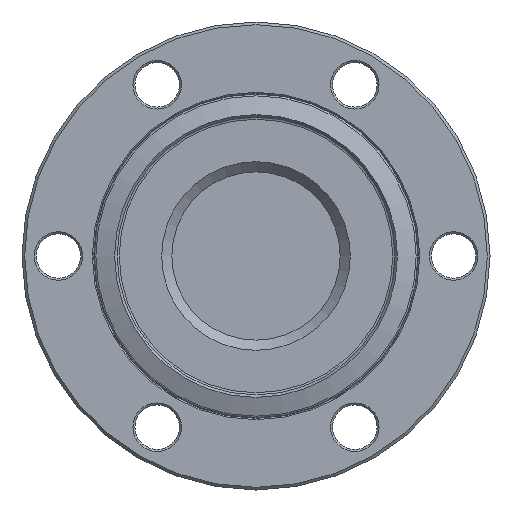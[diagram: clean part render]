
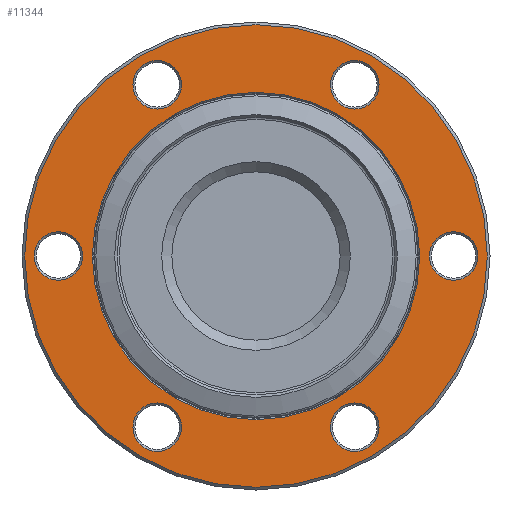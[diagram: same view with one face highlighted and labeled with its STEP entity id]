
A CAD part, front view. The second image highlights one B-rep face of the part: STEP entity #11344.
In plain terms, the highlighted planar face has unit normal (0, -1, 0).
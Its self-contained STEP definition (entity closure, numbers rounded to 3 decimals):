
#2085=FACE_BOUND($,#3172,.T.);
#2086=FACE_BOUND($,#3173,.T.);
#2087=FACE_BOUND($,#3174,.T.);
#2088=FACE_BOUND($,#3175,.T.);
#2089=FACE_BOUND($,#3176,.T.);
#2090=FACE_BOUND($,#3177,.T.);
#2091=FACE_BOUND($,#3178,.T.);
#2092=FACE_BOUND($,#3179,.T.);
#3172=EDGE_LOOP($,(#7204));
#3173=EDGE_LOOP($,(#7205));
#3174=EDGE_LOOP($,(#7206));
#3175=EDGE_LOOP($,(#7207));
#3176=EDGE_LOOP($,(#7208));
#3177=EDGE_LOOP($,(#7209));
#3178=EDGE_LOOP($,(#7210));
#3179=EDGE_LOOP($,(#7211));
#4010=CIRCLE($,#11998,24.3);
#4012=CIRCLE($,#12001,3.6);
#4013=CIRCLE($,#12002,3.6);
#4014=CIRCLE($,#12003,3.6);
#4015=CIRCLE($,#12004,34.35);
#4016=CIRCLE($,#12005,3.6);
#4017=CIRCLE($,#12006,3.6);
#4018=CIRCLE($,#12007,3.6);
#4538=VERTEX_POINT($,#16433);
#4540=VERTEX_POINT($,#16438);
#4541=VERTEX_POINT($,#16440);
#4542=VERTEX_POINT($,#16442);
#4543=VERTEX_POINT($,#16444);
#4544=VERTEX_POINT($,#16446);
#4545=VERTEX_POINT($,#16448);
#4546=VERTEX_POINT($,#16450);
#5622=EDGE_CURVE($,#4538,#4538,#4010,.T.);
#5624=EDGE_CURVE($,#4540,#4540,#4012,.T.);
#5625=EDGE_CURVE($,#4541,#4541,#4013,.T.);
#5626=EDGE_CURVE($,#4542,#4542,#4014,.T.);
#5627=EDGE_CURVE($,#4543,#4543,#4015,.T.);
#5628=EDGE_CURVE($,#4544,#4544,#4016,.T.);
#5629=EDGE_CURVE($,#4545,#4545,#4017,.T.);
#5630=EDGE_CURVE($,#4546,#4546,#4018,.T.);
#7204=ORIENTED_EDGE($,*,*,#5624,.F.);
#7205=ORIENTED_EDGE($,*,*,#5625,.F.);
#7206=ORIENTED_EDGE($,*,*,#5626,.F.);
#7207=ORIENTED_EDGE($,*,*,#5627,.F.);
#7208=ORIENTED_EDGE($,*,*,#5628,.F.);
#7209=ORIENTED_EDGE($,*,*,#5629,.F.);
#7210=ORIENTED_EDGE($,*,*,#5630,.F.);
#7211=ORIENTED_EDGE($,*,*,#5622,.F.);
#10340=PLANE($,#12000);
#11344=ADVANCED_FACE($,(#2085,#2086,#2087,#2088,#2089,#2090,#2091,#2092),
#10340,.T.);
#11998=AXIS2_PLACEMENT_3D($,#16434,#13170,#13171);
#12000=AXIS2_PLACEMENT_3D($,#16437,#13174,#13175);
#12001=AXIS2_PLACEMENT_3D($,#16439,#13176,#13177);
#12002=AXIS2_PLACEMENT_3D($,#16441,#13178,#13179);
#12003=AXIS2_PLACEMENT_3D($,#16443,#13180,#13181);
#12004=AXIS2_PLACEMENT_3D($,#16445,#13182,#13183);
#12005=AXIS2_PLACEMENT_3D($,#16447,#13184,#13185);
#12006=AXIS2_PLACEMENT_3D($,#16449,#13186,#13187);
#12007=AXIS2_PLACEMENT_3D($,#16451,#13188,#13189);
#13170=DIRECTION('center_axis',(0.,-1.,0.));
#13171=DIRECTION('ref_axis',(0.,0.,
-1.));
#13174=DIRECTION('center_axis',(0.,-1.,0.));
#13175=DIRECTION('ref_axis',(1.,0.,0.));
#13176=DIRECTION('center_axis',(0.,-1.,0.));
#13177=DIRECTION('ref_axis',(-0.5,0.,
0.866));
#13178=DIRECTION('center_axis',(0.,-1.,0.));
#13179=DIRECTION('ref_axis',(1.,0.,0.));
#13180=DIRECTION('center_axis',(0.,-1.,0.));
#13181=DIRECTION('ref_axis',(-0.5,0.,-0.866));
#13182=DIRECTION('center_axis',(0.,1.,0.));
#13183=DIRECTION('ref_axis',(0.,0.,
-1.));
#13184=DIRECTION('center_axis',(0.,-1.,0.));
#13185=DIRECTION('ref_axis',(-1.,0.,0.));
#13186=DIRECTION('center_axis',(0.,-1.,0.));
#13187=DIRECTION('ref_axis',(0.5,0.,-0.866));
#13188=DIRECTION('center_axis',(0.,-1.,0.));
#13189=DIRECTION('ref_axis',(0.5,0.,0.866));
#16433=CARTESIAN_POINT('',(0.,-18.8,24.3));
#16434=CARTESIAN_POINT('Origin',(0.,-18.8,0.));
#16437=CARTESIAN_POINT('Origin',(0.,-18.8,29.425));
#16438=CARTESIAN_POINT('',(31.15,-18.8,-3.118));
#16439=CARTESIAN_POINT('Origin',(29.35,-18.8,0.));
#16440=CARTESIAN_POINT('',(-18.275,-18.8,-25.418));
#16441=CARTESIAN_POINT('Origin',(-14.675,-18.8,-25.418));
#16442=CARTESIAN_POINT('',(-12.875,-18.8,28.536));
#16443=CARTESIAN_POINT('Origin',(-14.675,-18.8,25.418));
#16444=CARTESIAN_POINT('',(0.,-18.8,34.35));
#16445=CARTESIAN_POINT('Origin',(0.,-18.8,0.));
#16446=CARTESIAN_POINT('',(18.275,-18.8,25.418));
#16447=CARTESIAN_POINT('Origin',(14.675,-18.8,25.418));
#16448=CARTESIAN_POINT('',(-31.15,-18.8,3.118));
#16449=CARTESIAN_POINT('Origin',(-29.35,-18.8,0.));
#16450=CARTESIAN_POINT('',(12.875,-18.8,-28.536));
#16451=CARTESIAN_POINT('Origin',(14.675,-18.8,-25.418));
